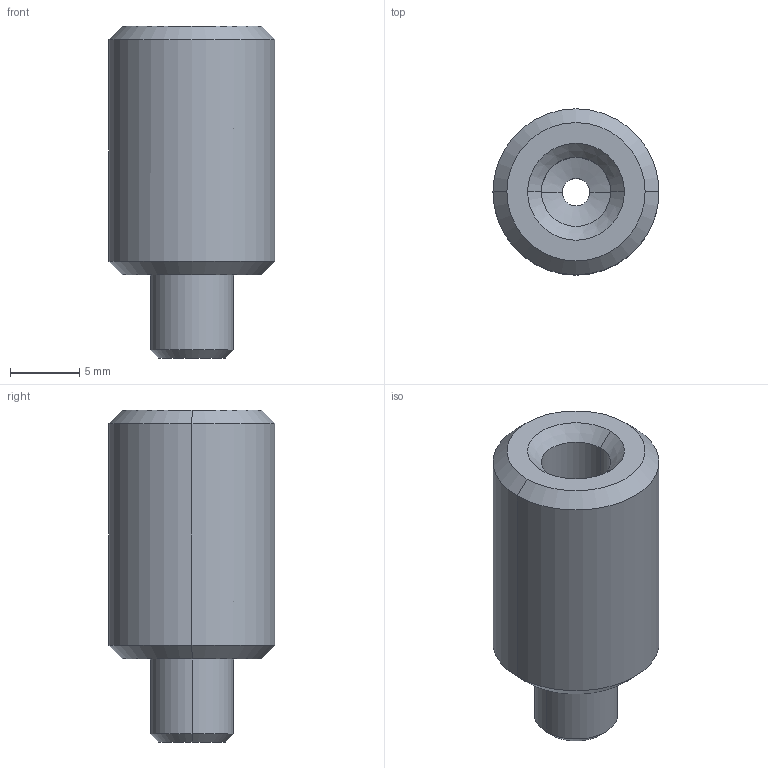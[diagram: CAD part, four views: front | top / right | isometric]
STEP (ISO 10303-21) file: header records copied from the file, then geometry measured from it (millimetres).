
FILE_DESCRIPTION(('no description'),'unknown implementation level');
FILE_NAME('5CC8E9C3-35E9-4B9D-8CE8-92D50712D96E_export.stp',' ',('CIMSOURCE GmbH'),('CADClick - KiM GmbH - www.kimweb.de'),'unknown preprocess','ACIS','unknown authorization');
FILE_SCHEMA(('automotive_design'));
Length unit declared in the file: millimetre
Products named in the file (1): NONE
Bounding box: 12 x 12 x 24 mm (x, y, z)
Volume: 1831.1 mm3; surface area: 1239.6 mm2
Topology: 1 solids, 1 shells, 21 faces, 42 edges, 24 vertices
Faces by surface type: cone 10, cylinder 8, plane 3
Entity records: 1085 total; most frequent: DIRECTION 116, CARTESIAN_POINT 91, STYLED_ITEM 88, PRESENTATION_STYLE_ASSIGNMENT 88, COLOUR_RGB 88, ORIENTED_EDGE 84, AXIS2_PLACEMENT_3D 49, EDGE_CURVE 42
